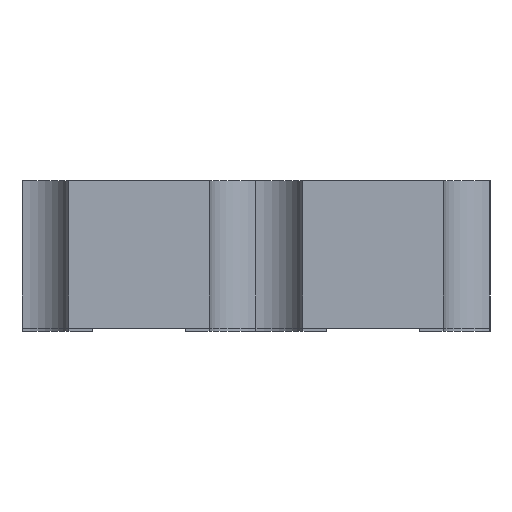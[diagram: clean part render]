
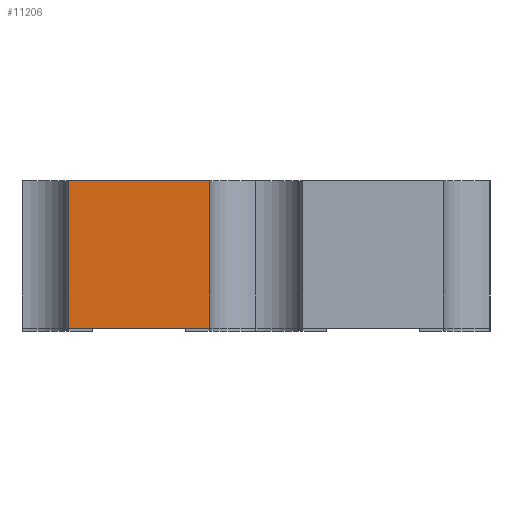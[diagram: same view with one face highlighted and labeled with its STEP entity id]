
A CAD part, left-side view. The second image highlights one B-rep face of the part: STEP entity #11206.
In plain terms, the highlighted planar face has unit normal (-1, 0, 0).
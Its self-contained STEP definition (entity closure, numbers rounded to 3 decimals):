
#6143 = VERTEX_POINT('',#6144);
#6144 = CARTESIAN_POINT('',(-39.37,0.51,0.));
#6151 = EDGE_CURVE('',#6143,#6152,#6154,.T.);
#6152 = VERTEX_POINT('',#6153);
#6153 = CARTESIAN_POINT('',(-39.37,2.03,0.));
#6154 = LINE('',#6155,#6156);
#6155 = CARTESIAN_POINT('',(-39.37,-2.54,0.));
#6156 = VECTOR('',#6157,1.);
#6157 = DIRECTION('',(0.,1.,0.));
#7628 = VERTEX_POINT('',#7629);
#7629 = CARTESIAN_POINT('',(-39.37,0.51,1.6));
#7636 = EDGE_CURVE('',#7628,#7637,#7639,.T.);
#7637 = VERTEX_POINT('',#7638);
#7638 = CARTESIAN_POINT('',(-39.37,2.03,1.6));
#7639 = LINE('',#7640,#7641);
#7640 = CARTESIAN_POINT('',(-39.37,-2.54,1.6));
#7641 = VECTOR('',#7642,1.);
#7642 = DIRECTION('',(0.,1.,0.));
#11195 = EDGE_CURVE('',#6152,#7637,#11196,.T.);
#11196 = LINE('',#11197,#11198);
#11197 = CARTESIAN_POINT('',(-39.37,2.03,1.6));
#11198 = VECTOR('',#11199,1.);
#11199 = DIRECTION('',(0.,0.,1.));
#11206 = ADVANCED_FACE('',(#11207),#11218,.T.);
#11207 = FACE_BOUND('',#11208,.T.);
#11208 = EDGE_LOOP('',(#11209,#11210,#11216,#11217));
#11209 = ORIENTED_EDGE('',*,*,#6151,.F.);
#11210 = ORIENTED_EDGE('',*,*,#11211,.T.);
#11211 = EDGE_CURVE('',#6143,#7628,#11212,.T.);
#11212 = LINE('',#11213,#11214);
#11213 = CARTESIAN_POINT('',(-39.37,0.51,1.6));
#11214 = VECTOR('',#11215,1.);
#11215 = DIRECTION('',(0.,0.,1.));
#11216 = ORIENTED_EDGE('',*,*,#7636,.T.);
#11217 = ORIENTED_EDGE('',*,*,#11195,.F.);
#11218 = PLANE('',#11219);
#11219 = AXIS2_PLACEMENT_3D('',#11220,#11221,#11222);
#11220 = CARTESIAN_POINT('',(-39.37,-2.54,0.));
#11221 = DIRECTION('',(-1.,0.,0.));
#11222 = DIRECTION('',(0.,1.,0.));
